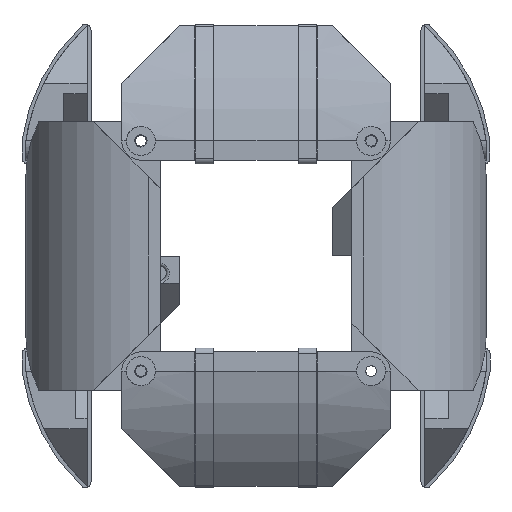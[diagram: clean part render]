
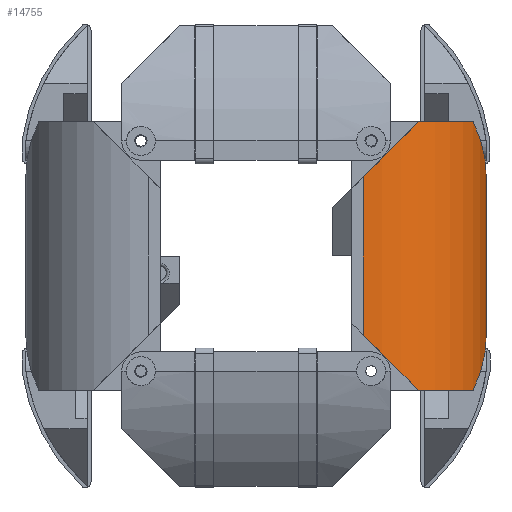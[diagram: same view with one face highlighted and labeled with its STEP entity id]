
A CAD part, front view. The second image highlights one B-rep face of the part: STEP entity #14755.
In plain terms, the highlighted cylindrical face has radius 32 mm (diameter 64 mm), a partial arc.
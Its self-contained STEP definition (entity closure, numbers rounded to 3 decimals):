
#69=ELLIPSE('',#15680,45.255,32.);
#70=ELLIPSE('',#15683,45.255,32.);
#71=ELLIPSE('',#15684,45.255,32.);
#72=ELLIPSE('',#15685,45.255,32.);
#832=LINE('',#21936,#2329);
#835=LINE('',#21944,#2332);
#2329=VECTOR('',#17340,10.);
#2332=VECTOR('',#17347,10.);
#3777=CYLINDRICAL_SURFACE('',#15682,32.);
#4088=FACE_OUTER_BOUND('',#4937,.T.);
#4937=EDGE_LOOP('',(#10435,#10436,#10437,#10438,#10439,#10440,#10441,#10442));
#5891=CIRCLE('',#15615,32.);
#5926=CIRCLE('',#15671,32.);
#6588=VERTEX_POINT('',#21720);
#6589=VERTEX_POINT('',#21722);
#6649=VERTEX_POINT('',#21904);
#6650=VERTEX_POINT('',#21906);
#6656=VERTEX_POINT('',#21929);
#6658=VERTEX_POINT('',#21935);
#6660=VERTEX_POINT('',#21941);
#6661=VERTEX_POINT('',#21943);
#8056=EDGE_CURVE('',#6588,#6589,#5891,.T.);
#8138=EDGE_CURVE('',#6649,#6650,#5926,.T.);
#8150=EDGE_CURVE('',#6656,#6589,#69,.T.);
#8153=EDGE_CURVE('',#6656,#6658,#832,.T.);
#8156=EDGE_CURVE('',#6588,#6660,#70,.T.);
#8157=EDGE_CURVE('',#6660,#6661,#835,.T.);
#8158=EDGE_CURVE('',#6661,#6650,#71,.T.);
#8159=EDGE_CURVE('',#6649,#6658,#72,.T.);
#10435=ORIENTED_EDGE('',*,*,#8150,.T.);
#10436=ORIENTED_EDGE('',*,*,#8056,.F.);
#10437=ORIENTED_EDGE('',*,*,#8156,.T.);
#10438=ORIENTED_EDGE('',*,*,#8157,.T.);
#10439=ORIENTED_EDGE('',*,*,#8158,.T.);
#10440=ORIENTED_EDGE('',*,*,#8138,.F.);
#10441=ORIENTED_EDGE('',*,*,#8159,.T.);
#10442=ORIENTED_EDGE('',*,*,#8153,.F.);
#14755=ADVANCED_FACE('',(#4088),#3777,.T.);
#15615=AXIS2_PLACEMENT_3D('',#21723,#17153,#17154);
#15671=AXIS2_PLACEMENT_3D('',#21907,#17308,#17309);
#15680=AXIS2_PLACEMENT_3D('',#21930,#17334,#17335);
#15682=AXIS2_PLACEMENT_3D('',#21940,#17343,#17344);
#15683=AXIS2_PLACEMENT_3D('',#21942,#17345,#17346);
#15684=AXIS2_PLACEMENT_3D('',#21945,#17348,#17349);
#15685=AXIS2_PLACEMENT_3D('',#21946,#17350,#17351);
#17153=DIRECTION('center_axis',(0.,0.,-1.));
#17154=DIRECTION('ref_axis',(0.,-1.,0.));
#17308=DIRECTION('center_axis',(0.,0.,1.));
#17309=DIRECTION('ref_axis',(0.,-1.,0.));
#17334=DIRECTION('center_axis',(0.707,0.,0.707));
#17335=DIRECTION('ref_axis',(0.707,0.,-0.707));
#17340=DIRECTION('',(0.,0.,1.));
#17343=DIRECTION('center_axis',(0.,0.,1.));
#17344=DIRECTION('ref_axis',(0.,-1.,0.));
#17345=DIRECTION('center_axis',(0.,-0.707,0.707));
#17346=DIRECTION('ref_axis',(0.,-0.707,-0.707));
#17347=DIRECTION('',(0.,0.,1.));
#17348=DIRECTION('center_axis',(0.,-0.707,-0.707));
#17349=DIRECTION('ref_axis',(0.,-0.707,0.707));
#17350=DIRECTION('center_axis',(0.707,0.,-0.707));
#17351=DIRECTION('ref_axis',(0.707,0.,0.707));
#21720=CARTESIAN_POINT('',(12.6,1.646,-35.));
#21722=CARTESIAN_POINT('',(-1.646,-12.6,-35.));
#21723=CARTESIAN_POINT('Origin',(-16.,16.,-35.));
#21904=CARTESIAN_POINT('',(-1.646,-12.6,35.));
#21906=CARTESIAN_POINT('',(12.6,1.646,35.));
#21907=CARTESIAN_POINT('Origin',(-16.,16.,35.));
#21929=CARTESIAN_POINT('',(-16.,-16.,-20.646));
#21930=CARTESIAN_POINT('Origin',(-16.,16.,-20.646));
#21935=CARTESIAN_POINT('',(-16.,-16.,20.646));
#21936=CARTESIAN_POINT('',(-16.,-16.,0.));
#21940=CARTESIAN_POINT('Origin',(-16.,16.,0.));
#21941=CARTESIAN_POINT('',(16.,16.,-20.646));
#21942=CARTESIAN_POINT('Origin',(-16.,16.,-20.646));
#21943=CARTESIAN_POINT('',(16.,16.,20.646));
#21944=CARTESIAN_POINT('',(16.,16.,0.));
#21945=CARTESIAN_POINT('Origin',(-16.,16.,20.646));
#21946=CARTESIAN_POINT('Origin',(-16.,16.,20.646));
